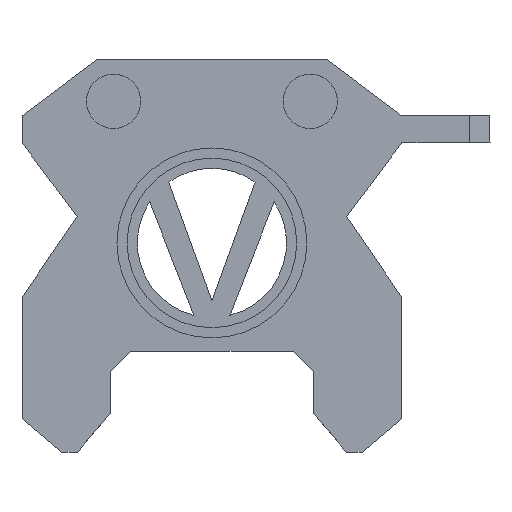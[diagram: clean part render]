
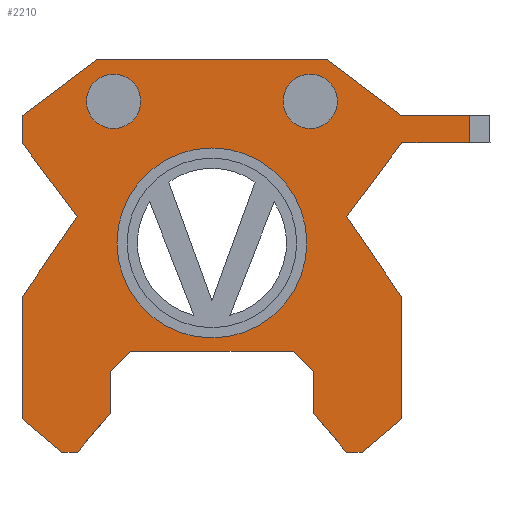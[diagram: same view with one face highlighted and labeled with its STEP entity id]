
A CAD part, left-side view. The second image highlights one B-rep face of the part: STEP entity #2210.
In plain terms, the highlighted planar face has unit normal (-1, 0, 0).
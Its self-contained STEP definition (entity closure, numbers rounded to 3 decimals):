
#52=FACE_BOUND('',#279,.T.);
#53=FACE_BOUND('',#280,.T.);
#54=FACE_BOUND('',#281,.T.);
#88=CIRCLE('',#2360,14.);
#89=CIRCLE('',#2361,4.);
#90=CIRCLE('',#2362,4.);
#155=FACE_OUTER_BOUND('',#278,.T.);
#278=EDGE_LOOP('',(#1644,#1645,#1646,#1647,#1648,#1649,#1650,#1651,#1652,
#1653,#1654,#1655,#1656,#1657,#1658,#1659,#1660,#1661,#1662,#1663,#1664,
#1665,#1666,#1667));
#279=EDGE_LOOP('',(#1668));
#280=EDGE_LOOP('',(#1669));
#281=EDGE_LOOP('',(#1670));
#371=LINE('',#3075,#639);
#384=LINE('',#3105,#652);
#393=LINE('',#3127,#661);
#408=LINE('',#3165,#676);
#441=LINE('',#3237,#709);
#464=LINE('',#3302,#732);
#473=LINE('',#3322,#741);
#475=LINE('',#3329,#743);
#478=LINE('',#3336,#746);
#480=LINE('',#3341,#748);
#483=LINE('',#3346,#751);
#488=LINE('',#3355,#756);
#491=LINE('',#3360,#759);
#492=LINE('',#3362,#760);
#493=LINE('',#3364,#761);
#494=LINE('',#3365,#762);
#495=LINE('',#3366,#763);
#496=LINE('',#3368,#764);
#497=LINE('',#3370,#765);
#498=LINE('',#3371,#766);
#499=LINE('',#3372,#767);
#500=LINE('',#3374,#768);
#501=LINE('',#3376,#769);
#502=LINE('',#3377,#770);
#639=VECTOR('',#2472,10.);
#652=VECTOR('',#2491,10.);
#661=VECTOR('',#2506,10.);
#676=VECTOR('',#2537,10.);
#709=VECTOR('',#2588,10.);
#732=VECTOR('',#2645,10.);
#741=VECTOR('',#2666,10.);
#743=VECTOR('',#2674,10.);
#746=VECTOR('',#2683,10.);
#748=VECTOR('',#2687,10.);
#751=VECTOR('',#2692,10.);
#756=VECTOR('',#2703,10.);
#759=VECTOR('',#2708,10.);
#760=VECTOR('',#2709,10.);
#761=VECTOR('',#2710,10.);
#762=VECTOR('',#2711,10.);
#763=VECTOR('',#2712,10.);
#764=VECTOR('',#2713,10.);
#765=VECTOR('',#2714,10.);
#766=VECTOR('',#2715,10.);
#767=VECTOR('',#2716,10.);
#768=VECTOR('',#2717,10.);
#769=VECTOR('',#2718,10.);
#770=VECTOR('',#2719,10.);
#906=VERTEX_POINT('',#3071);
#908=VERTEX_POINT('',#3074);
#921=VERTEX_POINT('',#3102);
#922=VERTEX_POINT('',#3104);
#928=VERTEX_POINT('',#3117);
#932=VERTEX_POINT('',#3125);
#946=VERTEX_POINT('',#3162);
#947=VERTEX_POINT('',#3164);
#976=VERTEX_POINT('',#3234);
#977=VERTEX_POINT('',#3236);
#1001=VERTEX_POINT('',#3299);
#1002=VERTEX_POINT('',#3301);
#1007=VERTEX_POINT('',#3321);
#1010=VERTEX_POINT('',#3335);
#1011=VERTEX_POINT('',#3339);
#1012=VERTEX_POINT('',#3340);
#1013=VERTEX_POINT('',#3345);
#1014=VERTEX_POINT('',#3354);
#1016=VERTEX_POINT('',#3361);
#1017=VERTEX_POINT('',#3363);
#1018=VERTEX_POINT('',#3367);
#1019=VERTEX_POINT('',#3369);
#1020=VERTEX_POINT('',#3373);
#1021=VERTEX_POINT('',#3375);
#1022=VERTEX_POINT('',#3378);
#1023=VERTEX_POINT('',#3380);
#1024=VERTEX_POINT('',#3382);
#1119=EDGE_CURVE('',#908,#906,#371,.T.);
#1133=EDGE_CURVE('',#922,#921,#384,.T.);
#1144=EDGE_CURVE('',#928,#932,#393,.T.);
#1162=EDGE_CURVE('',#947,#946,#408,.T.);
#1198=EDGE_CURVE('',#977,#976,#441,.T.);
#1230=EDGE_CURVE('',#1001,#1002,#464,.T.);
#1240=EDGE_CURVE('',#1002,#1007,#473,.T.);
#1244=EDGE_CURVE('',#1007,#976,#475,.T.);
#1247=EDGE_CURVE('',#977,#1010,#478,.T.);
#1249=EDGE_CURVE('',#1011,#1012,#480,.T.);
#1252=EDGE_CURVE('',#1013,#1011,#483,.T.);
#1257=EDGE_CURVE('',#1014,#1013,#488,.T.);
#1260=EDGE_CURVE('',#1001,#1014,#491,.T.);
#1261=EDGE_CURVE('',#1012,#1016,#492,.T.);
#1262=EDGE_CURVE('',#1016,#1017,#493,.T.);
#1263=EDGE_CURVE('',#1017,#928,#494,.T.);
#1264=EDGE_CURVE('',#932,#922,#495,.T.);
#1265=EDGE_CURVE('',#1018,#921,#496,.T.);
#1266=EDGE_CURVE('',#1018,#1019,#497,.T.);
#1267=EDGE_CURVE('',#947,#1019,#498,.T.);
#1268=EDGE_CURVE('',#946,#908,#499,.T.);
#1269=EDGE_CURVE('',#906,#1020,#500,.T.);
#1270=EDGE_CURVE('',#1020,#1021,#501,.T.);
#1271=EDGE_CURVE('',#1021,#1010,#502,.T.);
#1272=EDGE_CURVE('',#1022,#1022,#88,.T.);
#1273=EDGE_CURVE('',#1023,#1023,#89,.T.);
#1274=EDGE_CURVE('',#1024,#1024,#90,.T.);
#1644=ORIENTED_EDGE('',*,*,#1244,.F.);
#1645=ORIENTED_EDGE('',*,*,#1240,.F.);
#1646=ORIENTED_EDGE('',*,*,#1230,.F.);
#1647=ORIENTED_EDGE('',*,*,#1260,.T.);
#1648=ORIENTED_EDGE('',*,*,#1257,.T.);
#1649=ORIENTED_EDGE('',*,*,#1252,.T.);
#1650=ORIENTED_EDGE('',*,*,#1249,.T.);
#1651=ORIENTED_EDGE('',*,*,#1261,.T.);
#1652=ORIENTED_EDGE('',*,*,#1262,.T.);
#1653=ORIENTED_EDGE('',*,*,#1263,.T.);
#1654=ORIENTED_EDGE('',*,*,#1144,.T.);
#1655=ORIENTED_EDGE('',*,*,#1264,.T.);
#1656=ORIENTED_EDGE('',*,*,#1133,.T.);
#1657=ORIENTED_EDGE('',*,*,#1265,.F.);
#1658=ORIENTED_EDGE('',*,*,#1266,.T.);
#1659=ORIENTED_EDGE('',*,*,#1267,.F.);
#1660=ORIENTED_EDGE('',*,*,#1162,.T.);
#1661=ORIENTED_EDGE('',*,*,#1268,.T.);
#1662=ORIENTED_EDGE('',*,*,#1119,.T.);
#1663=ORIENTED_EDGE('',*,*,#1269,.T.);
#1664=ORIENTED_EDGE('',*,*,#1270,.T.);
#1665=ORIENTED_EDGE('',*,*,#1271,.T.);
#1666=ORIENTED_EDGE('',*,*,#1247,.F.);
#1667=ORIENTED_EDGE('',*,*,#1198,.T.);
#1668=ORIENTED_EDGE('',*,*,#1272,.T.);
#1669=ORIENTED_EDGE('',*,*,#1273,.T.);
#1670=ORIENTED_EDGE('',*,*,#1274,.T.);
#2113=PLANE('',#2359);
#2210=ADVANCED_FACE('',(#155,#52,#53,#54),#2113,.T.);
#2359=AXIS2_PLACEMENT_3D('',#3359,#2706,#2707);
#2360=AXIS2_PLACEMENT_3D('',#3379,#2720,#2721);
#2361=AXIS2_PLACEMENT_3D('',#3381,#2722,#2723);
#2362=AXIS2_PLACEMENT_3D('',#3383,#2724,#2725);
#2472=DIRECTION('',(0.,-1.,0.));
#2491=DIRECTION('',(0.,0.,1.));
#2506=DIRECTION('',(0.,-1.,0.));
#2537=DIRECTION('',(0.,0.,-1.));
#2588=DIRECTION('',(0.,-1.,0.));
#2645=DIRECTION('',(0.,-0.8,-0.6));
#2666=DIRECTION('',(0.,-1.,0.));
#2674=DIRECTION('',(0.,0.,-1.));
#2683=DIRECTION('',(0.,0.6,-0.8));
#2687=DIRECTION('',(0.,-0.6,-0.8));
#2692=DIRECTION('',(0.,0.,-1.));
#2703=DIRECTION('',(0.,0.8,-0.6));
#2706=DIRECTION('center_axis',(-1.,0.,0.));
#2707=DIRECTION('ref_axis',(0.,-1.,0.));
#2708=DIRECTION('',(0.,1.,0.));
#2709=DIRECTION('',(0.,0.565,-0.825));
#2710=DIRECTION('',(0.,0.,-1.));
#2711=DIRECTION('',(0.,-0.766,-0.643));
#2712=DIRECTION('',(0.,-0.643,0.766));
#2713=DIRECTION('',(0.,0.707,-0.707));
#2714=DIRECTION('',(0.,-1.,0.));
#2715=DIRECTION('',(0.,0.707,0.707));
#2716=DIRECTION('',(0.,-0.643,-0.766));
#2717=DIRECTION('',(0.,-0.766,0.643));
#2718=DIRECTION('',(0.,0.,1.));
#2719=DIRECTION('',(0.,0.565,0.825));
#2720=DIRECTION('center_axis',(1.,0.,0.));
#2721=DIRECTION('ref_axis',(0.,-1.,0.));
#2722=DIRECTION('center_axis',(1.,0.,0.));
#2723=DIRECTION('ref_axis',(0.,-1.,0.));
#2724=DIRECTION('center_axis',(1.,0.,0.));
#2725=DIRECTION('ref_axis',(0.,-1.,0.));
#3071=CARTESIAN_POINT('',(-51.,-22.154,-37.851));
#3074=CARTESIAN_POINT('',(-51.,-19.821,-37.851));
#3075=CARTESIAN_POINT('',(-51.,-19.821,-37.851));
#3102=CARTESIAN_POINT('',(-51.,15.,-26.));
#3104=CARTESIAN_POINT('',(-51.,15.,-32.106));
#3105=CARTESIAN_POINT('',(-51.,15.,-32.106));
#3117=CARTESIAN_POINT('',(-51.,22.154,-37.851));
#3125=CARTESIAN_POINT('',(-51.,19.821,-37.851));
#3127=CARTESIAN_POINT('',(-51.,19.821,-37.851));
#3162=CARTESIAN_POINT('',(-51.,-15.,-32.106));
#3164=CARTESIAN_POINT('',(-51.,-15.,-26.));
#3165=CARTESIAN_POINT('',(-51.,-15.,4.));
#3234=CARTESIAN_POINT('',(-51.,-38.,7.75));
#3236=CARTESIAN_POINT('',(-51.,-28.,7.75));
#3237=CARTESIAN_POINT('',(-51.,-20.,7.75));
#3299=CARTESIAN_POINT('',(-51.,-17.,20.));
#3301=CARTESIAN_POINT('',(-51.,-28.,11.75));
#3302=CARTESIAN_POINT('',(-51.,-17.,20.));
#3321=CARTESIAN_POINT('',(-51.,-38.,11.75));
#3322=CARTESIAN_POINT('',(-51.,-20.,11.75));
#3329=CARTESIAN_POINT('',(-51.,-38.,1.412));
#3335=CARTESIAN_POINT('',(-51.,-19.86,-3.103));
#3336=CARTESIAN_POINT('',(-51.,-28.,7.75));
#3339=CARTESIAN_POINT('',(-51.,28.,7.75));
#3340=CARTESIAN_POINT('',(-51.,19.86,-3.103));
#3341=CARTESIAN_POINT('',(-51.,28.,7.75));
#3345=CARTESIAN_POINT('',(-51.,28.,11.75));
#3346=CARTESIAN_POINT('',(-51.,28.,11.75));
#3354=CARTESIAN_POINT('',(-51.,17.,20.));
#3355=CARTESIAN_POINT('',(-51.,17.,20.));
#3359=CARTESIAN_POINT('Origin',(-51.,0.,-8.925));
#3360=CARTESIAN_POINT('',(-51.,-20.,20.));
#3361=CARTESIAN_POINT('',(-51.,28.,-15.));
#3362=CARTESIAN_POINT('',(-51.,28.,-15.));
#3363=CARTESIAN_POINT('',(-51.,28.,-32.946));
#3364=CARTESIAN_POINT('',(-51.,28.,-15.));
#3365=CARTESIAN_POINT('',(-51.,28.,-32.946));
#3366=CARTESIAN_POINT('',(-51.,20.785,-39.));
#3367=CARTESIAN_POINT('',(-51.,12.,-23.));
#3368=CARTESIAN_POINT('',(-51.,6.231,-17.231));
#3369=CARTESIAN_POINT('',(-51.,-12.,-23.));
#3370=CARTESIAN_POINT('',(-51.,18.,-23.));
#3371=CARTESIAN_POINT('',(-51.,-6.231,-17.231));
#3372=CARTESIAN_POINT('',(-51.,-15.,-32.106));
#3373=CARTESIAN_POINT('',(-51.,-28.,-32.946));
#3374=CARTESIAN_POINT('',(-51.,-20.785,-39.));
#3375=CARTESIAN_POINT('',(-51.,-28.,-15.));
#3376=CARTESIAN_POINT('',(-51.,-28.,-32.946));
#3377=CARTESIAN_POINT('',(-51.,-28.,-15.));
#3378=CARTESIAN_POINT('',(-51.,14.,-7.));
#3379=CARTESIAN_POINT('Origin',(-51.,0.,-7.));
#3380=CARTESIAN_POINT('',(-51.,-10.5,13.875));
#3381=CARTESIAN_POINT('Origin',(-51.,-14.5,13.875));
#3382=CARTESIAN_POINT('',(-51.,18.5,13.875));
#3383=CARTESIAN_POINT('Origin',(-51.,14.5,13.875));
